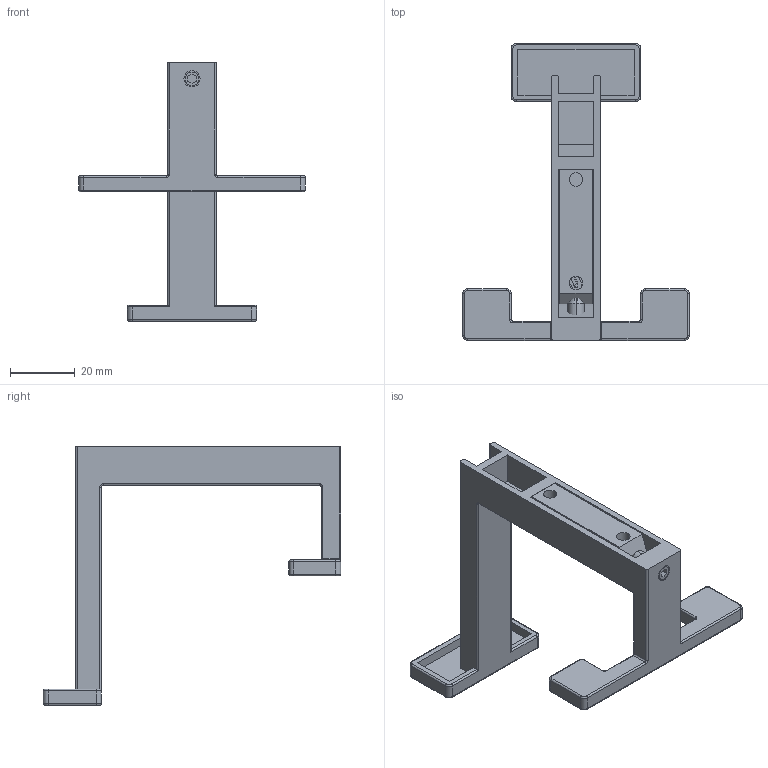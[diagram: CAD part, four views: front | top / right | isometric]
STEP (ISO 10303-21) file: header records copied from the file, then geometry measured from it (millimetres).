
FILE_DESCRIPTION(('Creo Elements/Direct Modeling STEP Export'),'2;1');
FILE_NAME('2324.stp','2022-05-04T 9:51:32',(''),(''),'Creo Elements/Direct Modeling STEP processor for AP214 (Solid Model)','Creo Elements/Direct Modeling 20.0 12-Nov-2016 (C) Parametric Technology GmbH','');
FILE_SCHEMA(('AUTOMOTIVE_DESIGN { 1 0 10303 214 1 1 1 1 }'));
Length unit declared in the file: millimetre
Products named in the file (4): ZN-9108_Mo; D914M5X14S1; ZN-9108.1; ZN-9106_Ha-CJFX8PYEMDDNAE.1
Assembly tree (2 placements, depth 2):
  ZN-9108.1
    D914M5X14S1
    ZN-9108_Mo
  ZN-9106_Ha-CJFX8PYEMDDNAE.1
Bounding box: 70 x 92 x 80 mm (x, y, z)
Volume: 20654.2 mm3; surface area: 17604 mm2
Topology: 3 solids, 3 shells, 364 faces, 976 edges, 628 vertices
Faces by surface type: plane 245, cylinder 68, torus 32, extrusion 13, cone 6
Entity records: 11559 total; most frequent: CARTESIAN_POINT 2374, ORIENTED_EDGE 1948, DIRECTION 1780, EDGE_CURVE 974, VECTOR 778, LINE 765, VERTEX_POINT 628, AXIS2_PLACEMENT_3D 501
